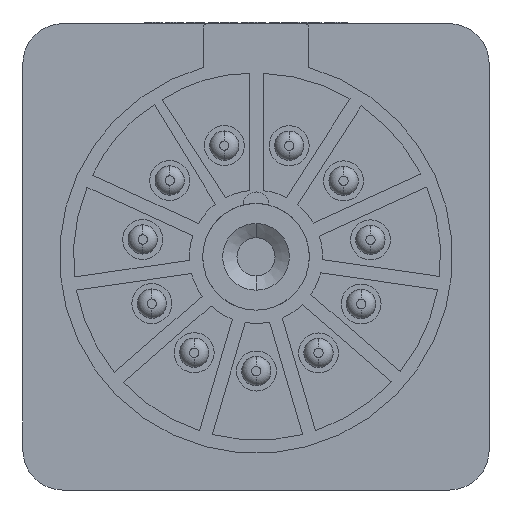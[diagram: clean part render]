
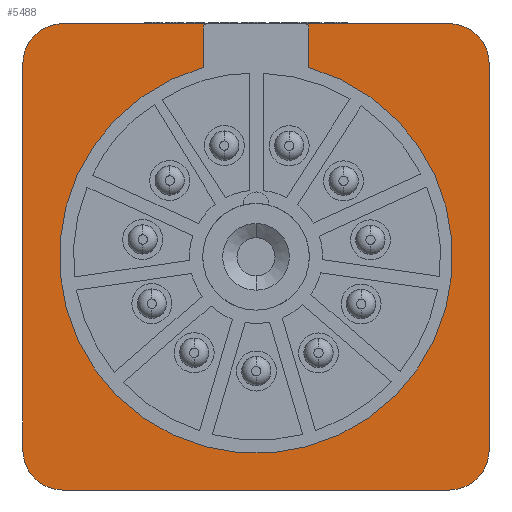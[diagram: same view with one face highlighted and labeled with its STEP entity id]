
A CAD part, front view. The second image highlights one B-rep face of the part: STEP entity #5488.
In plain terms, the highlighted planar face has unit normal (0, -1, 0).
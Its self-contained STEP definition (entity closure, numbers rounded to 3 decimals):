
#35 = CIRCLE ( 'NONE', #5277, 0.25 ) ;
#76 = LINE ( 'NONE', #13747, #16373 ) ;
#149 = VECTOR ( 'NONE', #13372, 1000. ) ;
#187 = DIRECTION ( 'NONE',  ( 0., 0., -1. ) ) ;
#369 = CARTESIAN_POINT ( 'NONE',  ( 0., -1.75, 0.002 ) ) ;
#463 = VERTEX_POINT ( 'NONE', #20294 ) ;
#492 = VECTOR ( 'NONE', #13752, 1000. ) ;
#666 = CARTESIAN_POINT ( 'NONE',  ( 17.5, -1.75, 14.5 ) ) ;
#684 = DIRECTION ( 'NONE',  ( 0., 0., -1. ) ) ;
#709 = CIRCLE ( 'NONE', #11673, 3. ) ;
#949 = EDGE_CURVE ( 'NONE', #6249, #2315, #8220, .T. ) ;
#1085 = EDGE_CURVE ( 'NONE', #2874, #14332, #76, .T. ) ;
#1272 = CARTESIAN_POINT ( 'NONE',  ( 14.5, -1.75, 17.5 ) ) ;
#1384 = EDGE_CURVE ( 'NONE', #2315, #13773, #9711, .T. ) ;
#1393 = EDGE_CURVE ( 'NONE', #463, #8882, #18115, .T. ) ;
#1417 = DIRECTION ( 'NONE',  ( 0., 0., 1. ) ) ;
#1475 = CARTESIAN_POINT ( 'NONE',  ( 14.5, -1.75, -14.5 ) ) ;
#1575 = CARTESIAN_POINT ( 'NONE',  ( 14.5, -1.75, 14.5 ) ) ;
#1934 = DIRECTION ( 'NONE',  ( 0., 0., -1. ) ) ;
#2014 = VECTOR ( 'NONE', #8115, 1000. ) ;
#2055 = CARTESIAN_POINT ( 'NONE',  ( -14.5, -1.75, -17.5 ) ) ;
#2194 = EDGE_CURVE ( 'NONE', #3823, #13207, #35, .T. ) ;
#2315 = VERTEX_POINT ( 'NONE', #18282 ) ;
#2555 = ORIENTED_EDGE ( 'NONE', *, *, #18582, .F. ) ;
#2728 = CARTESIAN_POINT ( 'NONE',  ( -3.945, -1.75, 14.217 ) ) ;
#2874 = VERTEX_POINT ( 'NONE', #17815 ) ;
#2877 = DIRECTION ( 'NONE',  ( 1., 0., 0. ) ) ;
#3057 = CARTESIAN_POINT ( 'NONE',  ( 3.945, -1.75, 17.25 ) ) ;
#3081 = DIRECTION ( 'NONE',  ( 0., 0., 1. ) ) ;
#3166 = DIRECTION ( 'NONE',  ( 0., 0., 1. ) ) ;
#3338 = CARTESIAN_POINT ( 'NONE',  ( -3.945, -1.75, 14.217 ) ) ;
#3823 = VERTEX_POINT ( 'NONE', #3057 ) ;
#4032 = VERTEX_POINT ( 'NONE', #13119 ) ;
#4141 = CARTESIAN_POINT ( 'NONE',  ( -14.5, -1.75, -14.5 ) ) ;
#4271 = DIRECTION ( 'NONE',  ( 0., 0., 1. ) ) ;
#4858 = CARTESIAN_POINT ( 'NONE',  ( 14.5, -1.75, -17.5 ) ) ;
#4977 = DIRECTION ( 'NONE',  ( -1., 0., 0. ) ) ;
#5277 = AXIS2_PLACEMENT_3D ( 'NONE', #19601, #10129, #684 ) ;
#5488 = ADVANCED_FACE ( 'NONE', ( #11501 ), #10832, .F. ) ;
#5572 = EDGE_CURVE ( 'NONE', #10941, #3823, #16452, .T. ) ;
#5715 = DIRECTION ( 'NONE',  ( 0., 0., 1. ) ) ;
#5850 = EDGE_CURVE ( 'NONE', #4032, #463, #12298, .T. ) ;
#6243 = LINE ( 'NONE', #3338, #2014 ) ;
#6249 = VERTEX_POINT ( 'NONE', #6564 ) ;
#6339 = AXIS2_PLACEMENT_3D ( 'NONE', #1475, #12564, #3081 ) ;
#6408 = ORIENTED_EDGE ( 'NONE', *, *, #5850, .F. ) ;
#6564 = CARTESIAN_POINT ( 'NONE',  ( -14.5, -1.75, 17.5 ) ) ;
#7073 = ORIENTED_EDGE ( 'NONE', *, *, #1384, .F. ) ;
#7156 = ORIENTED_EDGE ( 'NONE', *, *, #7867, .F. ) ;
#7180 = CARTESIAN_POINT ( 'NONE',  ( 14.5, -1.75, 17.5 ) ) ;
#7388 = CARTESIAN_POINT ( 'NONE',  ( 17.5, -1.75, 14.5 ) ) ;
#7867 = EDGE_CURVE ( 'NONE', #8882, #2874, #709, .T. ) ;
#7892 = DIRECTION ( 'NONE',  ( 0., 1., 0. ) ) ;
#8115 = DIRECTION ( 'NONE',  ( 0., 0., -1. ) ) ;
#8220 = LINE ( 'NONE', #7180, #16640 ) ;
#8294 = ORIENTED_EDGE ( 'NONE', *, *, #1393, .F. ) ;
#8882 = VERTEX_POINT ( 'NONE', #2055 ) ;
#9434 = ORIENTED_EDGE ( 'NONE', *, *, #5572, .F. ) ;
#9614 = DIRECTION ( 'NONE',  ( 0., -1., 0. ) ) ;
#9711 = CIRCLE ( 'NONE', #20381, 0.25 ) ;
#10066 = ORIENTED_EDGE ( 'NONE', *, *, #1085, .F. ) ;
#10086 = DIRECTION ( 'NONE',  ( 1., 0., 0. ) ) ;
#10129 = DIRECTION ( 'NONE',  ( 0., -1., 0. ) ) ;
#10202 = CARTESIAN_POINT ( 'NONE',  ( 3.945, -1.75, 14.217 ) ) ;
#10832 = PLANE ( 'NONE',  #14537 ) ;
#10892 = DIRECTION ( 'NONE',  ( 0., 1., 0. ) ) ;
#10941 = VERTEX_POINT ( 'NONE', #15522 ) ;
#11047 = EDGE_CURVE ( 'NONE', #13773, #11725, #6243, .T. ) ;
#11130 = ORIENTED_EDGE ( 'NONE', *, *, #949, .F. ) ;
#11361 = CARTESIAN_POINT ( 'NONE',  ( -17.5, -1.75, 14.5 ) ) ;
#11403 = DIRECTION ( 'NONE',  ( 0., -1., 0. ) ) ;
#11501 = FACE_OUTER_BOUND ( 'NONE', #19286, .T. ) ;
#11673 = AXIS2_PLACEMENT_3D ( 'NONE', #4141, #15206, #5715 ) ;
#11725 = VERTEX_POINT ( 'NONE', #2728 ) ;
#11805 = EDGE_CURVE ( 'NONE', #14332, #6249, #16916, .T. ) ;
#12112 = CIRCLE ( 'NONE', #16839, 14.752 ) ;
#12298 = CIRCLE ( 'NONE', #6339, 3. ) ;
#12388 = EDGE_CURVE ( 'NONE', #17124, #14473, #17367, .T. ) ;
#12515 = ORIENTED_EDGE ( 'NONE', *, *, #12388, .F. ) ;
#12564 = DIRECTION ( 'NONE',  ( 0., 1., 0. ) ) ;
#12645 = DIRECTION ( 'NONE',  ( 0., 1., 0. ) ) ;
#12649 = ORIENTED_EDGE ( 'NONE', *, *, #18861, .F. ) ;
#13119 = CARTESIAN_POINT ( 'NONE',  ( 17.5, -1.75, -14.5 ) ) ;
#13207 = VERTEX_POINT ( 'NONE', #16874 ) ;
#13291 = AXIS2_PLACEMENT_3D ( 'NONE', #1575, #12645, #3166 ) ;
#13372 = DIRECTION ( 'NONE',  ( 0., 0., 1. ) ) ;
#13412 = VECTOR ( 'NONE', #4977, 1000. ) ;
#13747 = CARTESIAN_POINT ( 'NONE',  ( -17.5, -1.75, 14.5 ) ) ;
#13752 = DIRECTION ( 'NONE',  ( 0., 0., -1. ) ) ;
#13773 = VERTEX_POINT ( 'NONE', #15558 ) ;
#14069 = CARTESIAN_POINT ( 'NONE',  ( 14.5, -1.75, 17.5 ) ) ;
#14332 = VERTEX_POINT ( 'NONE', #11361 ) ;
#14473 = VERTEX_POINT ( 'NONE', #666 ) ;
#14537 = AXIS2_PLACEMENT_3D ( 'NONE', #20351, #10892, #1417 ) ;
#14553 = LINE ( 'NONE', #1272, #18258 ) ;
#15206 = DIRECTION ( 'NONE',  ( 0., 1., 0. ) ) ;
#15522 = CARTESIAN_POINT ( 'NONE',  ( 3.945, -1.75, 14.217 ) ) ;
#15558 = CARTESIAN_POINT ( 'NONE',  ( -3.945, -1.75, 17.25 ) ) ;
#15573 = ORIENTED_EDGE ( 'NONE', *, *, #2194, .F. ) ;
#16373 = VECTOR ( 'NONE', #4271, 1000. ) ;
#16452 = LINE ( 'NONE', #10202, #149 ) ;
#16550 = EDGE_CURVE ( 'NONE', #13207, #17124, #14553, .T. ) ;
#16640 = VECTOR ( 'NONE', #10086, 1000. ) ;
#16839 = AXIS2_PLACEMENT_3D ( 'NONE', #369, #11403, #1934 ) ;
#16874 = CARTESIAN_POINT ( 'NONE',  ( 3.695, -1.75, 17.5 ) ) ;
#16916 = CIRCLE ( 'NONE', #19779, 3. ) ;
#17124 = VERTEX_POINT ( 'NONE', #14069 ) ;
#17296 = LINE ( 'NONE', #7388, #492 ) ;
#17358 = CARTESIAN_POINT ( 'NONE',  ( -14.5, -1.75, 14.5 ) ) ;
#17367 = CIRCLE ( 'NONE', #13291, 3. ) ;
#17815 = CARTESIAN_POINT ( 'NONE',  ( -17.5, -1.75, -14.5 ) ) ;
#18115 = LINE ( 'NONE', #4858, #13412 ) ;
#18258 = VECTOR ( 'NONE', #2877, 1000. ) ;
#18268 = ORIENTED_EDGE ( 'NONE', *, *, #16550, .F. ) ;
#18282 = CARTESIAN_POINT ( 'NONE',  ( -3.695, -1.75, 17.5 ) ) ;
#18323 = ORIENTED_EDGE ( 'NONE', *, *, #11047, .F. ) ;
#18582 = EDGE_CURVE ( 'NONE', #11725, #10941, #12112, .T. ) ;
#18861 = EDGE_CURVE ( 'NONE', #14473, #4032, #17296, .T. ) ;
#18964 = DIRECTION ( 'NONE',  ( 0., 0., -1. ) ) ;
#19105 = CARTESIAN_POINT ( 'NONE',  ( -3.695, -1.75, 17.25 ) ) ;
#19286 = EDGE_LOOP ( 'NONE', ( #15573, #9434, #2555, #18323, #7073, #11130, #20431, #10066, #7156, #8294, #6408, #12649, #12515, #18268 ) ) ;
#19601 = CARTESIAN_POINT ( 'NONE',  ( 3.695, -1.75, 17.25 ) ) ;
#19779 = AXIS2_PLACEMENT_3D ( 'NONE', #17358, #7892, #18964 ) ;
#20294 = CARTESIAN_POINT ( 'NONE',  ( 14.5, -1.75, -17.5 ) ) ;
#20351 = CARTESIAN_POINT ( 'NONE',  ( -14.5, -1.75, -14.5 ) ) ;
#20381 = AXIS2_PLACEMENT_3D ( 'NONE', #19105, #9614, #187 ) ;
#20431 = ORIENTED_EDGE ( 'NONE', *, *, #11805, .F. ) ;
